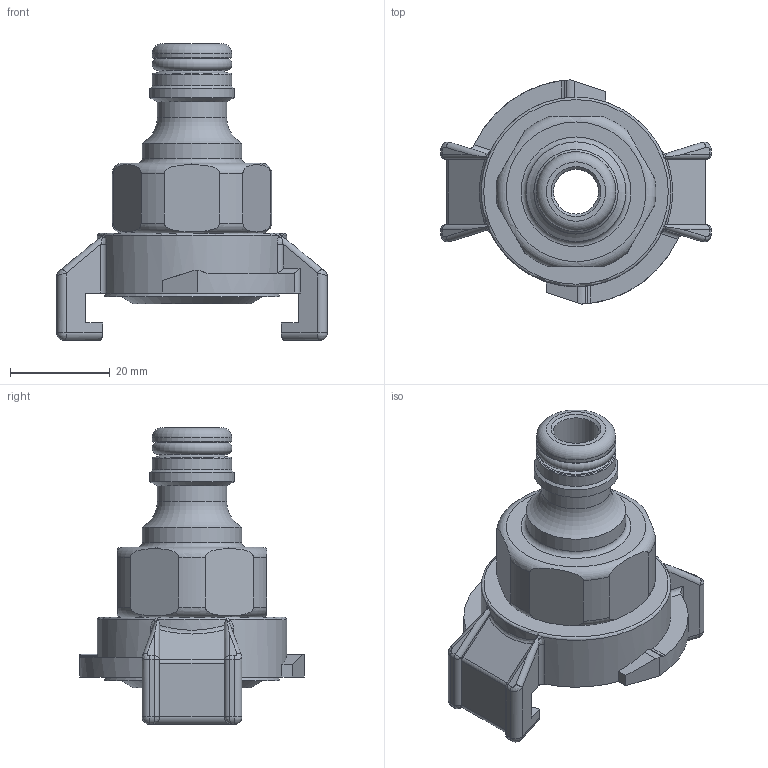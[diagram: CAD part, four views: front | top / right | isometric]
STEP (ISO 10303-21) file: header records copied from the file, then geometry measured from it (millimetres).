
FILE_DESCRIPTION(/* description */ (''),/* implementation_level */ '2;1');
FILE_NAME(/* name */ 'wpns_wpa.stp',/* time_stamp */ '2022-09-24T11:35:08+02:00',/* author */ ('meier'),/* organization */ (''),/* preprocessor_version */ 'ST-DEVELOPER v18.1',/* originating_system */ 'Autodesk Inventor 2022',/* authorisation */ '0 mm^3');
FILE_SCHEMA (('AUTOMOTIVE_DESIGN { 1 0 10303 214 3 1 1 }'));
Length unit declared in the file: millimetre
Products named in the file (1): LUE_00029701
Bounding box: 54.2 x 44.94 x 59.5 mm (x, y, z)
Volume: 22322.4 mm3; surface area: 14360.7 mm2
Topology: 1 solids, 5 shells, 189 faces, 460 edges, 279 vertices
Faces by surface type: cylinder 79, plane 56, bspline 18, cone 15, torus 13, sphere 8
Full cylindrical faces by diameter (mm): 9 x1, 13.9 x1, 15.9 x2, 16.9 x1, 18 x1, 20 x2, 25 x1, 26 x1, 26.5 x1, 30 x1, 31 x1, 32 x1, 32.2 x1, 33 x1
Entity records: 6580 total; most frequent: CARTESIAN_POINT 1925, DIRECTION 940, ORIENTED_EDGE 904, EDGE_CURVE 452, AXIS2_PLACEMENT_3D 380, VERTEX_POINT 279, EDGE_LOOP 205, STYLED_ITEM 190
